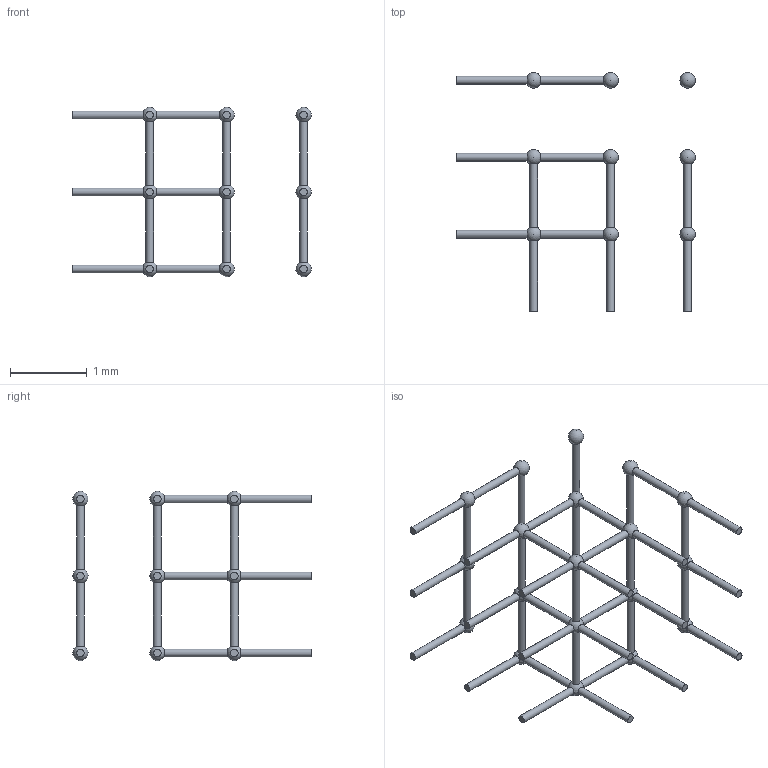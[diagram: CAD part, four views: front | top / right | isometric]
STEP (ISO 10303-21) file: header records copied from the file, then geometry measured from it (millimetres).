
FILE_DESCRIPTION(('Open CASCADE Model'),'2;1');
FILE_NAME('Open CASCADE Shape Model','2024-05-22T23:32:54',('Author'),( 'Open CASCADE'),'Open CASCADE STEP processor 7.7','Open CASCADE 7.7' ,'Unknown');
FILE_SCHEMA(('AUTOMOTIVE_DESIGN { 1 0 10303 214 1 1 1 1 }'));
Length unit declared in the file: millimetre
Products named in the file (5): Open CASCADE STEP translator 7.7 9; Open CASCADE STEP translator 7.7 9.1; Open CASCADE STEP translator 7.7 9.2; Open CASCADE STEP translator 7.7 9.3; Open CASCADE STEP translator 7.7 9.4
Assembly tree (4 placements, depth 2):
  Open CASCADE STEP translator 7.7 9
    Open CASCADE STEP translator 7.7 9.1
    Open CASCADE STEP translator 7.7 9.2
    Open CASCADE STEP translator 7.7 9.3
    Open CASCADE STEP translator 7.7 9.4
Bounding box: 3.1 x 3.1 x 2.2 mm (x, y, z)
Volume: 0.5 mm3; surface area: 17.3 mm2
Topology: 4 solids, 4 shells, 99 faces, 225 edges, 135 vertices
Faces by surface type: cylinder 54, sphere 27, plane 18
Full cylindrical faces by diameter (mm): 0.1 x54
Entity records: 7305 total; most frequent: CARTESIAN_POINT 2750, DIRECTION 919, ORIENTED_EDGE 414, PCURVE 414, DEFINITIONAL_REPRESENTATION 414, LINE 387, VECTOR 387, AXIS2_PLACEMENT_3D 257
